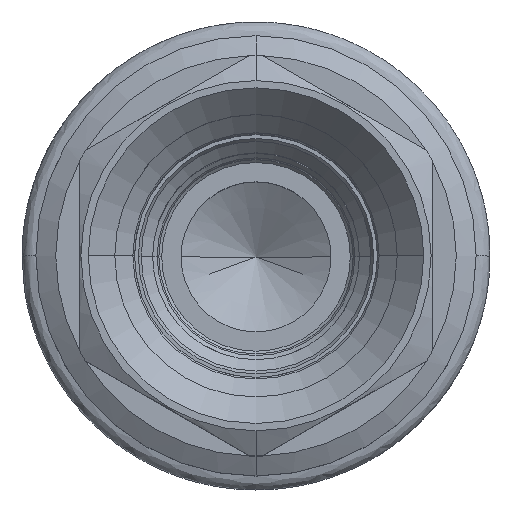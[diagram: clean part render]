
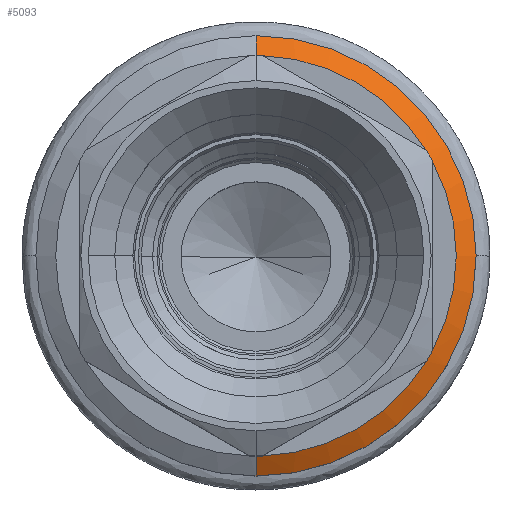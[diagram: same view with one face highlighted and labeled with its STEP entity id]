
A CAD part, top view. The second image highlights one B-rep face of the part: STEP entity #5093.
In plain terms, the highlighted conical face has half-angle 60 degrees and reference radius 18.904 mm.
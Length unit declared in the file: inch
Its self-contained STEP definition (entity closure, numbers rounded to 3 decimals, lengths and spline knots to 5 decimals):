
#2247=CARTESIAN_POINT('',(0.,0.,1.062));
#2248=DIRECTION('',(0.,0.,1.));
#2249=DIRECTION('',(0.85,-0.526,0.));
#2250=AXIS2_PLACEMENT_3D('',#2247,#2248,#2249);
#2252=CARTESIAN_POINT('',(0.,0.,1.062));
#2253=DIRECTION('',(0.,0.,1.));
#2254=DIRECTION('',(0.881,0.473,0.));
#2255=AXIS2_PLACEMENT_3D('',#2252,#2253,#2254);
#2257=CARTESIAN_POINT('',(0.,0.,1.062));
#2258=DIRECTION('',(0.,0.,1.));
#2259=DIRECTION('',(0.03,1.,0.));
#2260=AXIS2_PLACEMENT_3D('',#2257,#2258,#2259);
#2262=CARTESIAN_POINT('',(0.,0.,1.062));
#2263=DIRECTION('',(0.,0.,1.));
#2264=DIRECTION('',(0.,-1.,0.));
#2265=AXIS2_PLACEMENT_3D('',#2262,#2263,#2264);
#2271=CARTESIAN_POINT('',(0.,0.,1.062));
#2272=DIRECTION('',(0.,0.,1.));
#2273=DIRECTION('',(0.03,-1.,0.));
#2274=AXIS2_PLACEMENT_3D('',#2271,#2272,#2273);
#2468=DIRECTION('',(0.,-0.866,-0.5));
#2469=VECTOR('',#2468,0.08141);
#2470=CARTESIAN_POINT('',(0.,-0.709,1.062));
#2471=LINE('',#2470,#2469);
#2472=DIRECTION('',(0.,0.866,-0.5));
#2473=VECTOR('',#2472,0.08141);
#2474=CARTESIAN_POINT('',(0.,0.709,1.062));
#2475=LINE('',#2474,#2473);
#2522=CARTESIAN_POINT('',(0.,0.,1.0213));
#2523=DIRECTION('',(0.,0.,1.));
#2524=DIRECTION('',(0.,-1.,0.));
#2525=AXIS2_PLACEMENT_3D('',#2522,#2523,#2524);
#2577=CARTESIAN_POINT('',(0.,0.,1.062));
#2578=DIRECTION('',(0.,0.,1.));
#2579=DIRECTION('',(0.85,0.526,0.));
#2580=AXIS2_PLACEMENT_3D('',#2577,#2578,#2579);
#2586=CARTESIAN_POINT('',(0.,0.,1.062));
#2587=DIRECTION('',(0.,0.,1.));
#2588=DIRECTION('',(0.881,-0.473,0.));
#2589=AXIS2_PLACEMENT_3D('',#2586,#2587,#2588);
#3115=CARTESIAN_POINT('',(0.,-0.709,1.062));
#3116=CARTESIAN_POINT('',(0.,-0.7795,1.0213));
#3117=VERTEX_POINT('',#3115);
#3118=VERTEX_POINT('',#3116);
#3119=CARTESIAN_POINT('',(0.,0.709,1.062));
#3120=CARTESIAN_POINT('',(0.,0.7795,1.0213));
#3121=VERTEX_POINT('',#3119);
#3122=VERTEX_POINT('',#3120);
#3147=CARTESIAN_POINT('',(0.60296,0.37299,1.062));
#3148=VERTEX_POINT('',#3147);
#3149=CARTESIAN_POINT('',(0.02154,0.70867,1.062));
#3150=VERTEX_POINT('',#3149);
#3153=CARTESIAN_POINT('',(0.6245,-0.33568,1.062));
#3154=VERTEX_POINT('',#3153);
#3155=CARTESIAN_POINT('',(0.6245,0.33568,1.062));
#3156=VERTEX_POINT('',#3155);
#3159=CARTESIAN_POINT('',(0.02154,-0.70867,1.062));
#3160=VERTEX_POINT('',#3159);
#3161=CARTESIAN_POINT('',(0.60296,-0.37299,1.062));
#3162=VERTEX_POINT('',#3161);
#5067=CARTESIAN_POINT('',(0.,0.,1.04165));
#5068=DIRECTION('',(0.,0.,-1.));
#5069=DIRECTION('',(0.,1.,0.));
#5070=AXIS2_PLACEMENT_3D('',#5067,#5068,#5069);
#5071=CONICAL_SURFACE('',#5070,0.74425,60.);
#5073=ORIENTED_EDGE('',*,*,#5072,.T.);
#5075=ORIENTED_EDGE('',*,*,#5074,.T.);
#5077=ORIENTED_EDGE('',*,*,#5076,.T.);
#5079=ORIENTED_EDGE('',*,*,#5078,.T.);
#5081=ORIENTED_EDGE('',*,*,#5080,.T.);
#5083=ORIENTED_EDGE('',*,*,#5082,.T.);
#5085=ORIENTED_EDGE('',*,*,#5084,.T.);
#5087=ORIENTED_EDGE('',*,*,#5086,.F.);
#5089=ORIENTED_EDGE('',*,*,#5088,.F.);
#5090=ORIENTED_EDGE('',*,*,#5054,.T.);
#5091=EDGE_LOOP('',(#5073,#5075,#5077,#5079,#5081,#5083,#5085,#5087,#5089,
#5090));
#5092=FACE_OUTER_BOUND('',#5091,.F.);
#5093=ADVANCED_FACE('',(#5092),#5071,.T.);
#2251=CIRCLE('',#2250,0.709);
#2256=CIRCLE('',#2255,0.709);
#2261=CIRCLE('',#2260,0.709);
#2266=CIRCLE('',#2265,0.709);
#2275=CIRCLE('',#2274,0.709);
#2526=CIRCLE('',#2525,0.7795);
#2581=CIRCLE('',#2580,0.709);
#2590=CIRCLE('',#2589,0.709);
#5054=EDGE_CURVE('',#3117,#3160,#2266,.T.);
#5072=EDGE_CURVE('',#3160,#3162,#2275,.T.);
#5074=EDGE_CURVE('',#3162,#3154,#2251,.T.);
#5076=EDGE_CURVE('',#3154,#3156,#2590,.T.);
#5078=EDGE_CURVE('',#3156,#3148,#2256,.T.);
#5080=EDGE_CURVE('',#3148,#3150,#2581,.T.);
#5082=EDGE_CURVE('',#3150,#3121,#2261,.T.);
#5084=EDGE_CURVE('',#3121,#3122,#2475,.T.);
#5086=EDGE_CURVE('',#3118,#3122,#2526,.T.);
#5088=EDGE_CURVE('',#3117,#3118,#2471,.T.);
